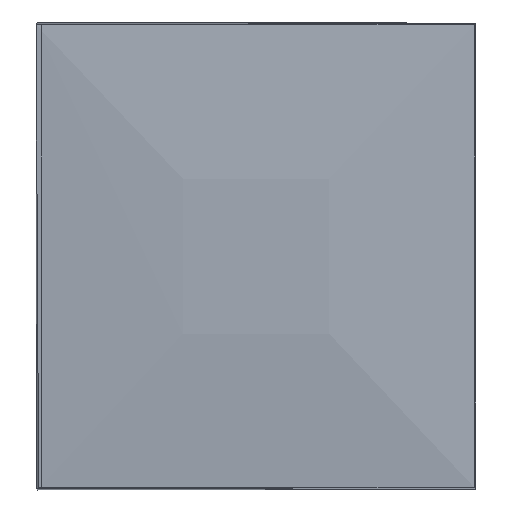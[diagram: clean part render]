
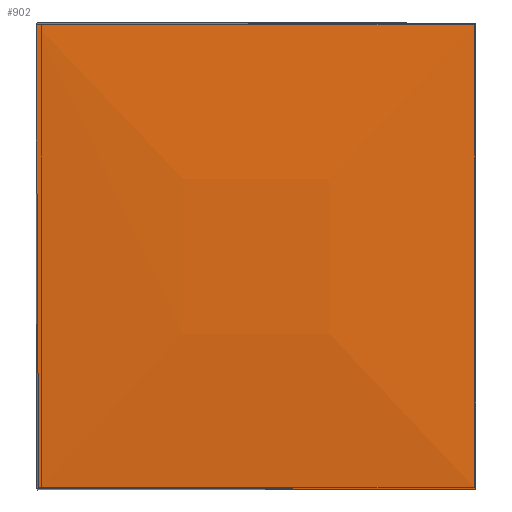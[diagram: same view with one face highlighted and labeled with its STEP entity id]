
A CAD part, left-side view. The second image highlights one B-rep face of the part: STEP entity #902.
In plain terms, the highlighted free-form (B-spline) face has degree [3, 3] with [4, 4] control points.
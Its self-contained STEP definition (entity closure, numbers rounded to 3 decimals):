
#44 = CARTESIAN_POINT ( 'NONE',  ( -1.6, -0.267, 0. ) ) ;
#91 = CARTESIAN_POINT ( 'NONE',  ( -1.591, -0.8, 1.131 ) ) ;
#105 = CARTESIAN_POINT ( 'NONE',  ( -1.6, -0.267, 1.7 ) ) ;
#106 = CARTESIAN_POINT ( 'NONE',  ( -1.6, 0.8, 0.85 ) ) ;
#109 = CARTESIAN_POINT ( 'NONE',  ( -1.596, 0.791, 0.006 ) ) ;
#157 = CARTESIAN_POINT ( 'NONE',  ( -1.6, 0.8, 0.567 ) ) ;
#194 = EDGE_LOOP ( 'NONE', ( #780, #474, #1301, #1032 ) ) ;
#207 = CARTESIAN_POINT ( 'NONE',  ( -1.601, 0.269, 1.691 ) ) ;
#256 = CARTESIAN_POINT ( 'NONE',  ( -1.6, 0.8, 0. ) ) ;
#262 = CARTESIAN_POINT ( 'NONE',  ( -1.671, -0.267, 0.567 ) ) ;
#304 = CARTESIAN_POINT ( 'NONE',  ( -1.591, 0.256, 0. ) ) ;
#336 = LINE ( 'NONE', #106, #1175 ) ;
#398 = VERTEX_POINT ( 'NONE', #747 ) ;
#403 = B_SPLINE_CURVE_WITH_KNOTS ( 'NONE', 3,
 ( #1180, #406, #91, #852 ),
 .UNSPECIFIED., .F., .F.,
 ( 4, 4 ),
 ( 0., 1. ),
 .UNSPECIFIED. ) ;
#406 = CARTESIAN_POINT ( 'NONE',  ( -1.591, -0.8, 0.569 ) ) ;
#417 = CARTESIAN_POINT ( 'NONE',  ( -1.596, -0.796, 1.696 ) ) ;
#423 = CARTESIAN_POINT ( 'NONE',  ( -1.6, -0.8, 0.567 ) ) ;
#426 = VERTEX_POINT ( 'NONE', #109 ) ;
#474 = ORIENTED_EDGE ( 'NONE', *, *, #661, .F. ) ;
#532 = CARTESIAN_POINT ( 'NONE',  ( -1.671, 0.267, 1.133 ) ) ;
#566 = B_SPLINE_CURVE_WITH_KNOTS ( 'NONE', 3,
 ( #1377, #304, #635, #1382 ),
 .UNSPECIFIED., .F., .F.,
 ( 4, 4 ),
 ( 0., 1. ),
 .UNSPECIFIED. ) ;
#628 = CARTESIAN_POINT ( 'NONE',  ( -1.6, 0.8, 1.69 ) ) ;
#635 = CARTESIAN_POINT ( 'NONE',  ( -1.592, -0.269, 0. ) ) ;
#638 = CARTESIAN_POINT ( 'NONE',  ( -1.6, -0.8, 1.133 ) ) ;
#661 = EDGE_CURVE ( 'NONE', #398, #1202, #403, .T. ) ;
#680 = CARTESIAN_POINT ( 'NONE',  ( -1.6, 0.8, 1.69 ) ) ;
#686 = EDGE_CURVE ( 'NONE', #1084, #1202, #829, .T. ) ;
#688 = CARTESIAN_POINT ( 'NONE',  ( -1.6, 0.267, 0. ) ) ;
#700 = EDGE_CURVE ( 'NONE', #426, #398, #566, .T. ) ;
#715 = EDGE_CURVE ( 'NONE', #426, #1084, #336, .T. ) ;
#747 = CARTESIAN_POINT ( 'NONE',  ( -1.596, -0.796, 0.004 ) ) ;
#753 = CARTESIAN_POINT ( 'NONE',  ( -1.6, 0.267, 1.7 ) ) ;
#780 = ORIENTED_EDGE ( 'NONE', *, *, #686, .T. ) ;
#803 = CARTESIAN_POINT ( 'NONE',  ( -1.6, -0.8, 0. ) ) ;
#829 = B_SPLINE_CURVE_WITH_KNOTS ( 'NONE', 3,
 ( #628, #207, #1082, #417 ),
 .UNSPECIFIED., .F., .F.,
 ( 4, 4 ),
 ( 0., 1. ),
 .UNSPECIFIED. ) ;
#842 = B_SPLINE_SURFACE_WITH_KNOTS ( 'NONE', 3, 3, ( 
 ( #256, #688, #44, #803 ),
 ( #157, #923, #262, #423 ),
 ( #1193, #532, #1295, #638 ),
 ( #1389, #753, #105, #874 ) ),
 .UNSPECIFIED., .F., .F., .F.,
 ( 4, 4 ),
 ( 4, 4 ),
 ( 0., 1. ),
 ( 0., 1. ),
 .UNSPECIFIED. ) ;
#852 = CARTESIAN_POINT ( 'NONE',  ( -1.596, -0.796, 1.696 ) ) ;
#874 = CARTESIAN_POINT ( 'NONE',  ( -1.6, -0.8, 1.7 ) ) ;
#875 = DIRECTION ( 'NONE',  ( 0., 0., 1. ) ) ;
#902 = ADVANCED_FACE ( 'NONE', ( #1359 ), #842, .T. ) ;
#923 = CARTESIAN_POINT ( 'NONE',  ( -1.671, 0.267, 0.567 ) ) ;
#1032 = ORIENTED_EDGE ( 'NONE', *, *, #715, .T. ) ;
#1045 = CARTESIAN_POINT ( 'NONE',  ( -1.596, -0.796, 1.696 ) ) ;
#1082 = CARTESIAN_POINT ( 'NONE',  ( -1.601, -0.262, 1.692 ) ) ;
#1084 = VERTEX_POINT ( 'NONE', #680 ) ;
#1175 = VECTOR ( 'NONE', #875, 1000. ) ;
#1180 = CARTESIAN_POINT ( 'NONE',  ( -1.596, -0.796, 0.004 ) ) ;
#1193 = CARTESIAN_POINT ( 'NONE',  ( -1.6, 0.8, 1.133 ) ) ;
#1202 = VERTEX_POINT ( 'NONE', #1045 ) ;
#1295 = CARTESIAN_POINT ( 'NONE',  ( -1.671, -0.267, 1.133 ) ) ;
#1301 = ORIENTED_EDGE ( 'NONE', *, *, #700, .F. ) ;
#1359 = FACE_OUTER_BOUND ( 'NONE', #194, .T. ) ;
#1377 = CARTESIAN_POINT ( 'NONE',  ( -1.596, 0.791, 0.006 ) ) ;
#1382 = CARTESIAN_POINT ( 'NONE',  ( -1.596, -0.796, 0.004 ) ) ;
#1389 = CARTESIAN_POINT ( 'NONE',  ( -1.6, 0.8, 1.7 ) ) ;
